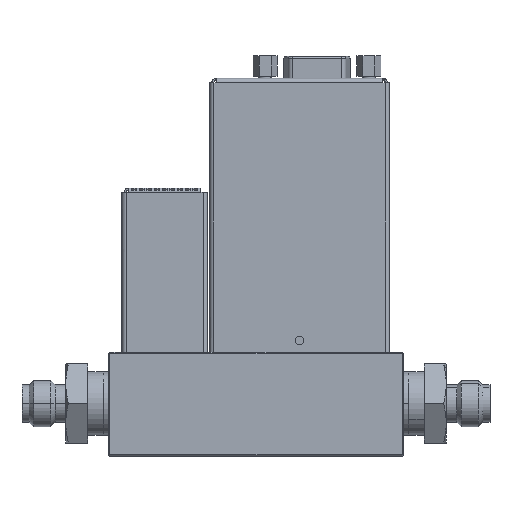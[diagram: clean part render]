
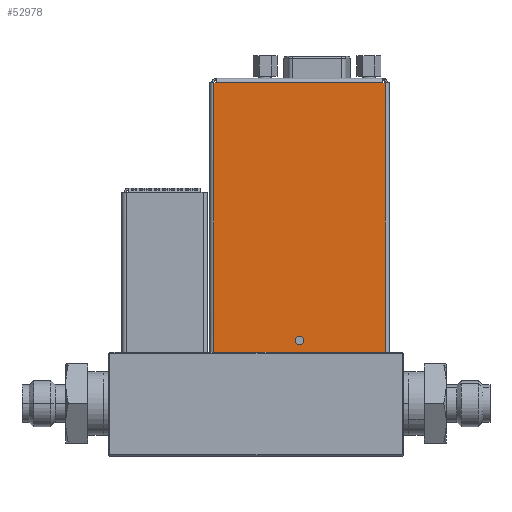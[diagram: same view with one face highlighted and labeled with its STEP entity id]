
A CAD part, top view. The second image highlights one B-rep face of the part: STEP entity #52978.
In plain terms, the highlighted planar face has unit normal (0, 0, 1).
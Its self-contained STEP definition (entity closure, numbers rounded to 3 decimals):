
#6910 = CARTESIAN_POINT ( 'NONE',  ( 52.54, 77.3, 12.5 ) ) ;
#6957 = CARTESIAN_POINT ( 'NONE',  ( 12.46, 77.3, 12.5 ) ) ;
#6986 = CARTESIAN_POINT ( 'NONE',  ( 11.85, 77.3, 12.5 ) ) ;
#7009 = CARTESIAN_POINT ( 'NONE',  ( 53.15, 12.3, 12.5 ) ) ;
#7020 = CARTESIAN_POINT ( 'NONE',  ( 53.15, 77.3, 12.5 ) ) ;
#11612 = VECTOR ( 'NONE', #76420, 1000. ) ;
#11656 = VECTOR ( 'NONE', #76059, 1000. ) ;
#11686 = AXIS2_PLACEMENT_3D ( 'NONE', #75744, #75746, #75748 ) ;
#11689 = VECTOR ( 'NONE', #75735, 1000. ) ;
#11691 = VECTOR ( 'NONE', #75729, 1000. ) ;
#11693 = CIRCLE ( 'NONE', #11686, 1.025 ) ;
#21431 = EDGE_CURVE ( 'NONE', #54415, #54462, #75689, .T. ) ;
#21432 = EDGE_CURVE ( 'NONE', #54514, #46189, #75691, .T. ) ;
#21433 = EDGE_CURVE ( 'NONE', #59764, #59765, #11693, .T. ) ;
#21472 = EDGE_CURVE ( 'NONE', #54525, #54415, #75984, .T. ) ;
#21513 = EDGE_CURVE ( 'NONE', #54491, #54462, #76414, .T. ) ;
#25152 = ORIENTED_EDGE ( 'NONE', *, *, #21433, .F. ) ;
#25154 = ORIENTED_EDGE ( 'NONE', *, *, #71912, .F. ) ;
#25155 = ORIENTED_EDGE ( 'NONE', *, *, #21513, .F. ) ;
#25156 = ORIENTED_EDGE ( 'NONE', *, *, #60978, .T. ) ;
#25157 = ORIENTED_EDGE ( 'NONE', *, *, #21432, .F. ) ;
#25159 = ORIENTED_EDGE ( 'NONE', *, *, #61002, .T. ) ;
#25161 = ORIENTED_EDGE ( 'NONE', *, *, #21472, .T. ) ;
#25163 = ORIENTED_EDGE ( 'NONE', *, *, #21431, .T. ) ;
#35041 = CARTESIAN_POINT ( 'NONE',  ( 11.85, 12.3, 12.5 ) ) ;
#39664 = VECTOR ( 'NONE', #41297, 1000. ) ;
#39697 = VECTOR ( 'NONE', #41370, 1000. ) ;
#40211 = AXIS2_PLACEMENT_3D ( 'NONE', #43336, #43337, #43338 ) ;
#40212 = CIRCLE ( 'NONE', #40211, 1.025 ) ;
#41282 = CARTESIAN_POINT ( 'NONE',  ( 11.85, 77.3, 12.5 ) ) ;
#41293 = LINE ( 'NONE', #41282, #39664 ) ;
#41297 = DIRECTION ( 'NONE',  ( 0., -1., 0. ) ) ;
#41362 = CARTESIAN_POINT ( 'NONE',  ( 53.15, 12.3, 12.5 ) ) ;
#41366 = LINE ( 'NONE', #41362, #39697 ) ;
#41370 = DIRECTION ( 'NONE',  ( 0., 1., 0. ) ) ;
#43336 = CARTESIAN_POINT ( 'NONE',  ( 32.5, 15.2, 12.5 ) ) ;
#43337 = DIRECTION ( 'NONE',  ( 0., 0., 1. ) ) ;
#43338 = DIRECTION ( 'NONE',  ( 1., 0., 0. ) ) ;
#46189 = VERTEX_POINT ( 'NONE', #35041 ) ;
#46877 = FACE_OUTER_BOUND ( 'NONE', #73546, .T. ) ;
#46936 = FACE_BOUND ( 'NONE', #73543, .T. ) ;
#46943 = PLANE ( 'NONE',  #71267 ) ;
#46984 = CARTESIAN_POINT ( 'NONE',  ( 52.64, 12.3, 12.5 ) ) ;
#46987 = DIRECTION ( 'NONE',  ( 0., 0., 1. ) ) ;
#46989 = DIRECTION ( 'NONE',  ( 1., 0., 0. ) ) ;
#52978 = ADVANCED_FACE ( 'NONE', ( #46936, #46877 ), #46943, .T. ) ;
#54415 = VERTEX_POINT ( 'NONE', #6910 ) ;
#54462 = VERTEX_POINT ( 'NONE', #6957 ) ;
#54491 = VERTEX_POINT ( 'NONE', #6986 ) ;
#54514 = VERTEX_POINT ( 'NONE', #7009 ) ;
#54525 = VERTEX_POINT ( 'NONE', #7020 ) ;
#59764 = VERTEX_POINT ( 'NONE', #65246 ) ;
#59765 = VERTEX_POINT ( 'NONE', #65247 ) ;
#60978 = EDGE_CURVE ( 'NONE', #54491, #46189, #41293, .T. ) ;
#61002 = EDGE_CURVE ( 'NONE', #54514, #54525, #41366, .T. ) ;
#65246 = CARTESIAN_POINT ( 'NONE',  ( 33.525, 15.2, 12.5 ) ) ;
#65247 = CARTESIAN_POINT ( 'NONE',  ( 31.475, 15.2, 12.5 ) ) ;
#71267 = AXIS2_PLACEMENT_3D ( 'NONE', #46984, #46987, #46989 ) ;
#71912 = EDGE_CURVE ( 'NONE', #59765, #59764, #40212, .T. ) ;
#73543 = EDGE_LOOP ( 'NONE', ( #25152, #25154 ) ) ;
#73546 = EDGE_LOOP ( 'NONE', ( #25155, #25156, #25157, #25159, #25161, #25163 ) ) ;
#75689 = LINE ( 'NONE', #75727, #11691 ) ;
#75691 = LINE ( 'NONE', #75731, #11689 ) ;
#75727 = CARTESIAN_POINT ( 'NONE',  ( 52.64, 77.3, 12.5 ) ) ;
#75729 = DIRECTION ( 'NONE',  ( -1., 0., 0. ) ) ;
#75731 = CARTESIAN_POINT ( 'NONE',  ( 52.64, 12.3, 12.5 ) ) ;
#75735 = DIRECTION ( 'NONE',  ( -1., 0., 0. ) ) ;
#75744 = CARTESIAN_POINT ( 'NONE',  ( 32.5, 15.2, 12.5 ) ) ;
#75746 = DIRECTION ( 'NONE',  ( 0., 0., 1. ) ) ;
#75748 = DIRECTION ( 'NONE',  ( 1., 0., 0. ) ) ;
#75984 = LINE ( 'NONE', #76055, #11656 ) ;
#76055 = CARTESIAN_POINT ( 'NONE',  ( 52.64, 77.3, 12.5 ) ) ;
#76059 = DIRECTION ( 'NONE',  ( -1., 0., 0. ) ) ;
#76414 = LINE ( 'NONE', #76418, #11612 ) ;
#76418 = CARTESIAN_POINT ( 'NONE',  ( 11.86, 77.3, 12.5 ) ) ;
#76420 = DIRECTION ( 'NONE',  ( 1., 0., 0. ) ) ;
